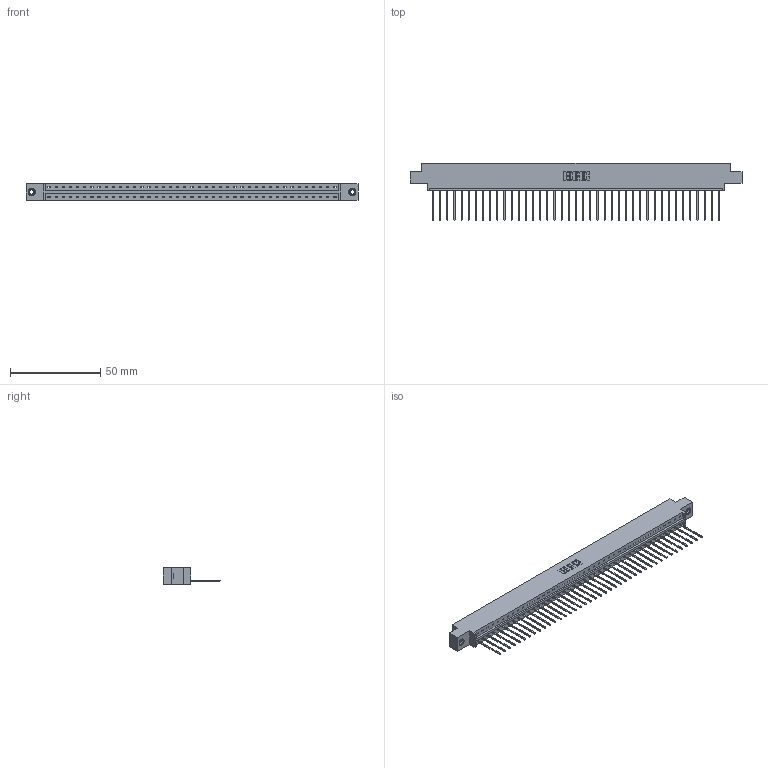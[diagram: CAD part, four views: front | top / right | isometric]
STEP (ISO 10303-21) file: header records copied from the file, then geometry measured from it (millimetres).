
FILE_DESCRIPTION (( 'STEP AP203' ), '1' );
FILE_NAME ('333-041-542-607.STEP', '2018-08-03T15:38:13', ( '' ), ( '' ), 'SwSTEP 2.0', 'SolidWorks 2016', '' );
FILE_SCHEMA (( 'CONFIG_CONTROL_DESIGN' ));
Length unit declared in the file: inch
Products named in the file (4): 333 Part_Offset - .156 Dia - TI; 345-292-001_345-293-142; 345-250-001_345-250-005-103; 333-041-542-607
Assembly tree (44 placements, depth 2):
  333-041-542-607
    333 Part_Offset - .156 Dia - TI
    345-292-001_345-293-142  x41
    345-250-001_345-250-005-103  x2
Bounding box: 184 x 31.63 x 9.4 mm (x, y, z)
Volume: 18356.6 mm3; surface area: 20691.2 mm2
Topology: 44 solids, 44 shells, 2556 faces, 7675 edges, 5054 vertices
Faces by surface type: plane 1828, cylinder 712, cone 12, torus 4
Entity records: 26530 total; most frequent: CARTESIAN_POINT 4560, ORIENTED_EDGE 4530, DIRECTION 3881, EDGE_CURVE 2265, LINE 2117, VECTOR 2117, VERTEX_POINT 1504, AXIS2_PLACEMENT_3D 882
